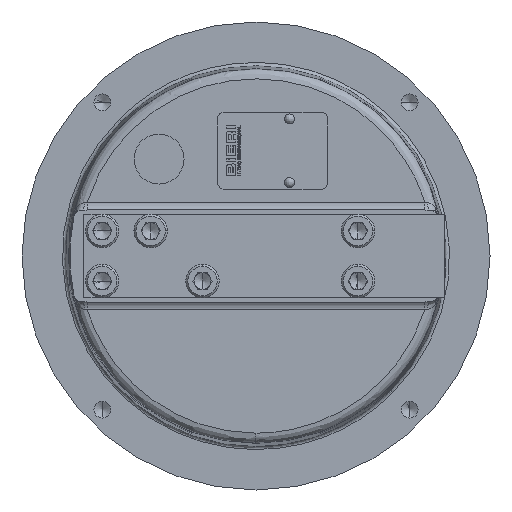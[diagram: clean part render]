
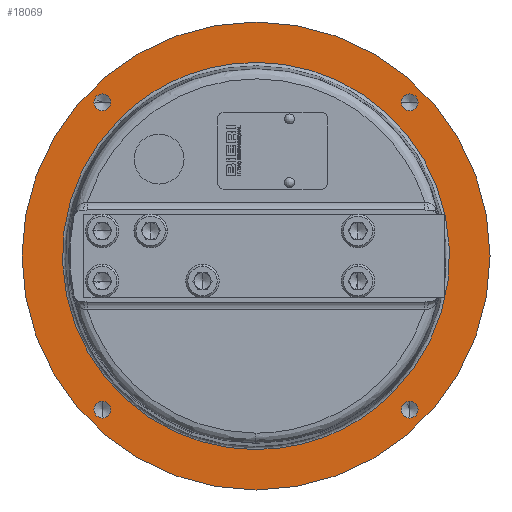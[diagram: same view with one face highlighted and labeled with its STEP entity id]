
A CAD part, left-side view. The second image highlights one B-rep face of the part: STEP entity #18069.
In plain terms, the highlighted planar face has unit normal (-1, 0, 0).
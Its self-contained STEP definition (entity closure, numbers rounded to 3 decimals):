
#18 = DIRECTION ( 'NONE',  ( -1., 0., 0. ) ) ;
#149 = CARTESIAN_POINT ( 'NONE',  ( 40., 45.962, -45.962 ) ) ;
#523 = EDGE_CURVE ( 'NONE', #12517, #2940, #15749, .T. ) ;
#611 = VERTEX_POINT ( 'NONE', #15094 ) ;
#884 = CIRCLE ( 'NONE', #28875, 2.5 ) ;
#1033 = CARTESIAN_POINT ( 'NONE',  ( 40., 45.962, 45.962 ) ) ;
#1150 = ORIENTED_EDGE ( 'NONE', *, *, #15271, .F. ) ;
#1377 = EDGE_CURVE ( 'NONE', #13524, #17000, #18555, .T. ) ;
#1673 = FACE_BOUND ( 'NONE', #25659, .T. ) ;
#1977 = PLANE ( 'NONE',  #7101 ) ;
#2794 = CARTESIAN_POINT ( 'NONE',  ( 40., 45.962, 45.962 ) ) ;
#2932 = EDGE_CURVE ( 'NONE', #2940, #12517, #884, .T. ) ;
#2940 = VERTEX_POINT ( 'NONE', #3998 ) ;
#3167 = CARTESIAN_POINT ( 'NONE',  ( 40., 40.948, 40.948 ) ) ;
#3316 = EDGE_CURVE ( 'NONE', #6411, #28495, #18179, .T. ) ;
#3998 = CARTESIAN_POINT ( 'NONE',  ( 40., 45.962, -43.462 ) ) ;
#4024 = DIRECTION ( 'NONE',  ( 1., 0., 0. ) ) ;
#4226 = CARTESIAN_POINT ( 'NONE',  ( 40., 0., 0. ) ) ;
#4247 = CARTESIAN_POINT ( 'NONE',  ( 40., 45.962, 48.462 ) ) ;
#4531 = EDGE_CURVE ( 'NONE', #17000, #13524, #12724, .T. ) ;
#4660 = CARTESIAN_POINT ( 'NONE',  ( 40., 40.948, 40.948 ) ) ;
#4852 = DIRECTION ( 'NONE',  ( -1., 0., 0. ) ) ;
#5768 = CARTESIAN_POINT ( 'NONE',  ( 40., -45.962, -43.462 ) ) ;
#6040 = CARTESIAN_POINT ( 'NONE',  ( 40., -40.948, -40.948 ) ) ;
#6411 = VERTEX_POINT ( 'NONE', #5768 ) ;
#6449 = AXIS2_PLACEMENT_3D ( 'NONE', #10432, #28231, #8240 ) ;
#6909 = CARTESIAN_POINT ( 'NONE',  ( 40., 0., -70. ) ) ;
#6935 = ORIENTED_EDGE ( 'NONE', *, *, #3316, .F. ) ;
#7101 = AXIS2_PLACEMENT_3D ( 'NONE', #8692, #4024, #17130 ) ;
#7488 = DIRECTION ( 'NONE',  ( 0., 0., 1. ) ) ;
#7511 = AXIS2_PLACEMENT_3D ( 'NONE', #11280, #18, #13760 ) ;
#7546 = CARTESIAN_POINT ( 'NONE',  ( 40., -45.962, 48.462 ) ) ;
#7610 = AXIS2_PLACEMENT_3D ( 'NONE', #4226, #17630, #19523 ) ;
#7869 = AXIS2_PLACEMENT_3D ( 'NONE', #19720, #14608, #28637 ) ;
#8088 = EDGE_CURVE ( 'NONE', #611, #26311, #18440, .T. ) ;
#8240 = DIRECTION ( 'NONE',  ( 0., 0., 1. ) ) ;
#8692 = CARTESIAN_POINT ( 'NONE',  ( 40., -50.912, 50.912 ) ) ;
#9364 = AXIS2_PLACEMENT_3D ( 'NONE', #19555, #26281, #21899 ) ;
#9496 = CARTESIAN_POINT ( 'NONE',  ( 40., 0., 70. ) ) ;
#9547 = EDGE_LOOP ( 'NONE', ( #1150, #16533 ) ) ;
#10432 = CARTESIAN_POINT ( 'NONE',  ( 40., 45.962, -45.962 ) ) ;
#11280 = CARTESIAN_POINT ( 'NONE',  ( 40., -45.962, 45.962 ) ) ;
#11727 = DIRECTION ( 'NONE',  ( -1., 0., 0. ) ) ;
#11847 = DIRECTION ( 'NONE',  ( -1., 0., 0. ) ) ;
#12071 = EDGE_CURVE ( 'NONE', #28495, #6411, #12563, .T. ) ;
#12460 = CARTESIAN_POINT ( 'NONE',  ( 40., 40.948, 40.948 ) ) ;
#12517 = VERTEX_POINT ( 'NONE', #16149 ) ;
#12563 = CIRCLE ( 'NONE', #19062, 2.5 ) ;
#12724 = CIRCLE ( 'NONE', #7610, 70. ) ;
#13329 = FACE_BOUND ( 'NONE', #9547, .T. ) ;
#13524 = VERTEX_POINT ( 'NONE', #6909 ) ;
#13587 = ORIENTED_EDGE ( 'NONE', *, *, #4531, .F. ) ;
#13760 = DIRECTION ( 'NONE',  ( 0., 0., 1. ) ) ;
#13925 = AXIS2_PLACEMENT_3D ( 'NONE', #15397, #17444, #17866 ) ;
#13976 = ORIENTED_EDGE ( 'NONE', *, *, #1377, .F. ) ;
#14598 = ORIENTED_EDGE ( 'NONE', *, *, #8088, .F. ) ;
#14608 = DIRECTION ( 'NONE',  ( -1., 0., 0. ) ) ;
#14694 = EDGE_CURVE ( 'NONE', #17356, #27011, #20083, .T. ) ;
#15094 = CARTESIAN_POINT ( 'NONE',  ( 40., 45.962, 43.462 ) ) ;
#15271 = EDGE_CURVE ( 'NONE', #16457, #22998, #16336, .T. ) ;
#15397 = CARTESIAN_POINT ( 'NONE',  ( 40., 0., 0. ) ) ;
#15742 = CARTESIAN_POINT ( 'NONE',  ( 40., -45.962, 43.462 ) ) ;
#15749 = CIRCLE ( 'NONE', #6449, 2.5 ) ;
#15834 = EDGE_LOOP ( 'NONE', ( #24251, #28624 ) ) ;
#16149 = CARTESIAN_POINT ( 'NONE',  ( 40., 45.962, -48.462 ) ) ;
#16336 =( BOUNDED_CURVE ( )  B_SPLINE_CURVE ( 3, ( #12460, #17118, #19311, #28238 ),
 .UNSPECIFIED., .F., .T. ) 
 B_SPLINE_CURVE_WITH_KNOTS ( ( 4, 4 ),
 ( 0., 1. ),
 .UNSPECIFIED. ) 
 CURVE ( )  GEOMETRIC_REPRESENTATION_ITEM ( )  RATIONAL_B_SPLINE_CURVE ( ( 1., 0.333, 0.333, 1. ) ) 
 REPRESENTATION_ITEM ( '' )  );
#16457 = VERTEX_POINT ( 'NONE', #3167 ) ;
#16458 = ORIENTED_EDGE ( 'NONE', *, *, #24480, .F. ) ;
#16533 = ORIENTED_EDGE ( 'NONE', *, *, #20390, .F. ) ;
#17000 = VERTEX_POINT ( 'NONE', #9496 ) ;
#17118 = CARTESIAN_POINT ( 'NONE',  ( 40., 122.843, -40.948 ) ) ;
#17130 = DIRECTION ( 'NONE',  ( 0., 0., -1. ) ) ;
#17356 = VERTEX_POINT ( 'NONE', #15742 ) ;
#17444 = DIRECTION ( 'NONE',  ( 1., 0., 0. ) ) ;
#17630 = DIRECTION ( 'NONE',  ( 1., 0., 0. ) ) ;
#17655 = CIRCLE ( 'NONE', #7869, 2.5 ) ;
#17866 = DIRECTION ( 'NONE',  ( 0., 0., -1. ) ) ;
#18046 =( BOUNDED_CURVE ( )  B_SPLINE_CURVE ( 3, ( #19248, #28179, #26696, #4660 ),
 .UNSPECIFIED., .F., .T. ) 
 B_SPLINE_CURVE_WITH_KNOTS ( ( 4, 4 ),
 ( 0., 1. ),
 .UNSPECIFIED. ) 
 CURVE ( )  GEOMETRIC_REPRESENTATION_ITEM ( )  RATIONAL_B_SPLINE_CURVE ( ( 1., 0.333, 0.333, 1. ) ) 
 REPRESENTATION_ITEM ( '' )  );
#18069 = ADVANCED_FACE ( 'NONE', ( #13329, #24279, #23993, #21952, #21809, #1673 ), #1977, .F. ) ;
#18179 = CIRCLE ( 'NONE', #9364, 2.5 ) ;
#18440 = CIRCLE ( 'NONE', #19382, 2.5 ) ;
#18555 = CIRCLE ( 'NONE', #13925, 70. ) ;
#18841 = ORIENTED_EDGE ( 'NONE', *, *, #12071, .F. ) ;
#19062 = AXIS2_PLACEMENT_3D ( 'NONE', #25725, #11727, #20643 ) ;
#19248 = CARTESIAN_POINT ( 'NONE',  ( 40., -40.948, -40.948 ) ) ;
#19311 = CARTESIAN_POINT ( 'NONE',  ( 40., 40.948, -122.843 ) ) ;
#19339 = ORIENTED_EDGE ( 'NONE', *, *, #23476, .F. ) ;
#19382 = AXIS2_PLACEMENT_3D ( 'NONE', #2794, #4852, #22757 ) ;
#19523 = DIRECTION ( 'NONE',  ( 0., 0., -1. ) ) ;
#19555 = CARTESIAN_POINT ( 'NONE',  ( 40., -45.962, -45.962 ) ) ;
#19720 = CARTESIAN_POINT ( 'NONE',  ( 40., -45.962, 45.962 ) ) ;
#20083 = CIRCLE ( 'NONE', #7511, 2.5 ) ;
#20390 = EDGE_CURVE ( 'NONE', #22998, #16457, #18046, .T. ) ;
#20643 = DIRECTION ( 'NONE',  ( 0., 0., 1. ) ) ;
#21809 = FACE_BOUND ( 'NONE', #15834, .T. ) ;
#21899 = DIRECTION ( 'NONE',  ( 0., 0., 1. ) ) ;
#21952 = FACE_BOUND ( 'NONE', #22198, .T. ) ;
#22198 = EDGE_LOOP ( 'NONE', ( #16458, #14598 ) ) ;
#22757 = DIRECTION ( 'NONE',  ( 0., 0., 1. ) ) ;
#22998 = VERTEX_POINT ( 'NONE', #6040 ) ;
#23476 = EDGE_CURVE ( 'NONE', #27011, #17356, #17655, .T. ) ;
#23993 = FACE_BOUND ( 'NONE', #24666, .T. ) ;
#24251 = ORIENTED_EDGE ( 'NONE', *, *, #2932, .F. ) ;
#24279 = FACE_OUTER_BOUND ( 'NONE', #27254, .T. ) ;
#24480 = EDGE_CURVE ( 'NONE', #26311, #611, #26550, .T. ) ;
#24666 = EDGE_LOOP ( 'NONE', ( #19339, #27212 ) ) ;
#24861 = CARTESIAN_POINT ( 'NONE',  ( 40., -45.962, -48.462 ) ) ;
#25659 = EDGE_LOOP ( 'NONE', ( #6935, #18841 ) ) ;
#25725 = CARTESIAN_POINT ( 'NONE',  ( 40., -45.962, -45.962 ) ) ;
#26281 = DIRECTION ( 'NONE',  ( -1., 0., 0. ) ) ;
#26310 = DIRECTION ( 'NONE',  ( -1., 0., 0. ) ) ;
#26311 = VERTEX_POINT ( 'NONE', #4247 ) ;
#26550 = CIRCLE ( 'NONE', #27479, 2.5 ) ;
#26696 = CARTESIAN_POINT ( 'NONE',  ( 40., -40.948, 122.843 ) ) ;
#26739 = DIRECTION ( 'NONE',  ( 0., 0., 1. ) ) ;
#27011 = VERTEX_POINT ( 'NONE', #7546 ) ;
#27212 = ORIENTED_EDGE ( 'NONE', *, *, #14694, .F. ) ;
#27254 = EDGE_LOOP ( 'NONE', ( #13976, #13587 ) ) ;
#27479 = AXIS2_PLACEMENT_3D ( 'NONE', #1033, #11847, #7488 ) ;
#28179 = CARTESIAN_POINT ( 'NONE',  ( 40., -122.843, 40.948 ) ) ;
#28231 = DIRECTION ( 'NONE',  ( -1., 0., 0. ) ) ;
#28238 = CARTESIAN_POINT ( 'NONE',  ( 40., -40.948, -40.948 ) ) ;
#28495 = VERTEX_POINT ( 'NONE', #24861 ) ;
#28624 = ORIENTED_EDGE ( 'NONE', *, *, #523, .F. ) ;
#28637 = DIRECTION ( 'NONE',  ( 0., 0., 1. ) ) ;
#28875 = AXIS2_PLACEMENT_3D ( 'NONE', #149, #26310, #26739 ) ;
